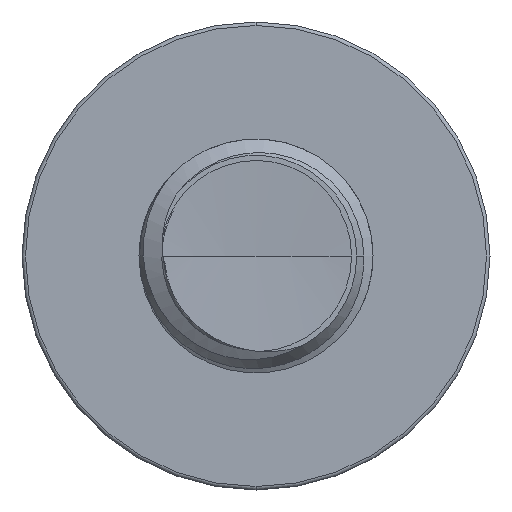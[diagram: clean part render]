
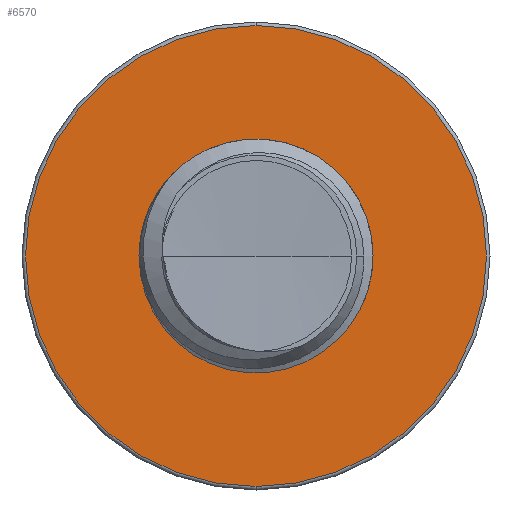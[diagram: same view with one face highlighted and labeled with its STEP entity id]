
A CAD part, front view. The second image highlights one B-rep face of the part: STEP entity #6570.
In plain terms, the highlighted planar face has unit normal (0, -1, 0).
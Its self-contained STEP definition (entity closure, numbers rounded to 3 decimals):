
#1 = CIRCLE ( 'NONE', #11095, 1.203 ) ;
#75 = VERTEX_POINT ( 'NONE', #12093 ) ;
#165 = EDGE_LOOP ( 'NONE', ( #6811, #11264 ) ) ;
#986 = FACE_BOUND ( 'NONE', #8440, .T. ) ;
#1706 = DIRECTION ( 'NONE',  ( 0., -1., 0. ) ) ;
#1770 = DIRECTION ( 'NONE',  ( 0., 0., -1. ) ) ;
#1929 = CARTESIAN_POINT ( 'NONE',  ( 0., 2.5, 0. ) ) ;
#1987 = DIRECTION ( 'NONE',  ( 0., -1., 0. ) ) ;
#3335 = AXIS2_PLACEMENT_3D ( 'NONE', #9515, #9473, #9449 ) ;
#3425 = AXIS2_PLACEMENT_3D ( 'NONE', #8053, #1987, #9042 ) ;
#3696 = VERTEX_POINT ( 'NONE', #11776 ) ;
#4643 = EDGE_CURVE ( 'NONE', #75, #3696, #10392, .T. ) ;
#4651 = ORIENTED_EDGE ( 'NONE', *, *, #5324, .F. ) ;
#4681 = CARTESIAN_POINT ( 'NONE',  ( 0., 2.5, -1.203 ) ) ;
#4970 = VERTEX_POINT ( 'NONE', #9040 ) ;
#5324 = EDGE_CURVE ( 'NONE', #4970, #12222, #11086, .T. ) ;
#5804 = EDGE_CURVE ( 'NONE', #12222, #4970, #1, .T. ) ;
#6117 = DIRECTION ( 'NONE',  ( 0., -1., 0. ) ) ;
#6316 = FACE_OUTER_BOUND ( 'NONE', #165, .T. ) ;
#6570 = ADVANCED_FACE ( 'NONE', ( #6316, #986 ), #9484, .T. ) ;
#6811 = ORIENTED_EDGE ( 'NONE', *, *, #11563, .T. ) ;
#7082 = DIRECTION ( 'NONE',  ( 0., 0., -1. ) ) ;
#7220 = CARTESIAN_POINT ( 'NONE',  ( 0., 2.5, 0. ) ) ;
#7891 = AXIS2_PLACEMENT_3D ( 'NONE', #8223, #8465, #8453 ) ;
#8053 = CARTESIAN_POINT ( 'NONE',  ( 0., 2.5, 0. ) ) ;
#8223 = CARTESIAN_POINT ( 'NONE',  ( 0., 2.5, 0. ) ) ;
#8440 = EDGE_LOOP ( 'NONE', ( #10713, #4651 ) ) ;
#8453 = DIRECTION ( 'NONE',  ( 0., 0., -1. ) ) ;
#8465 = DIRECTION ( 'NONE',  ( 0., -1., 0. ) ) ;
#9040 = CARTESIAN_POINT ( 'NONE',  ( 0., 2.5, 1.203 ) ) ;
#9042 = DIRECTION ( 'NONE',  ( 0., 0., -1. ) ) ;
#9449 = DIRECTION ( 'NONE',  ( 0., 0., -1. ) ) ;
#9473 = DIRECTION ( 'NONE',  ( 0., -1., 0. ) ) ;
#9484 = PLANE ( 'NONE',  #3335 ) ;
#9515 = CARTESIAN_POINT ( 'NONE',  ( 0., 2.5, 1.203 ) ) ;
#10259 = CIRCLE ( 'NONE', #3425, 2.462 ) ;
#10392 = CIRCLE ( 'NONE', #12325, 2.462 ) ;
#10713 = ORIENTED_EDGE ( 'NONE', *, *, #5804, .F. ) ;
#11086 = CIRCLE ( 'NONE', #7891, 1.203 ) ;
#11095 = AXIS2_PLACEMENT_3D ( 'NONE', #1929, #1706, #1770 ) ;
#11264 = ORIENTED_EDGE ( 'NONE', *, *, #4643, .T. ) ;
#11563 = EDGE_CURVE ( 'NONE', #3696, #75, #10259, .T. ) ;
#11776 = CARTESIAN_POINT ( 'NONE',  ( 0., 2.5, -2.462 ) ) ;
#12093 = CARTESIAN_POINT ( 'NONE',  ( 0., 2.5, 2.462 ) ) ;
#12222 = VERTEX_POINT ( 'NONE', #4681 ) ;
#12325 = AXIS2_PLACEMENT_3D ( 'NONE', #7220, #6117, #7082 ) ;
